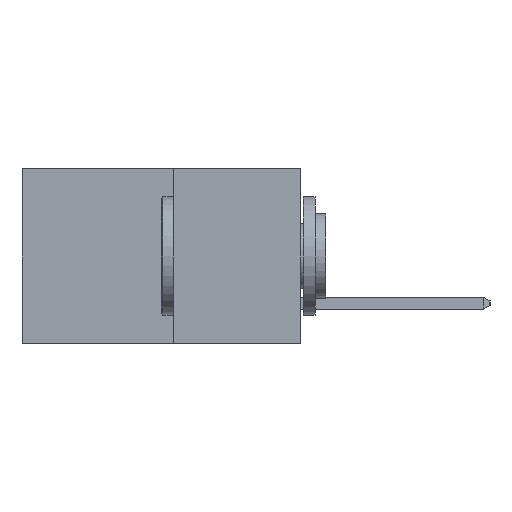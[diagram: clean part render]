
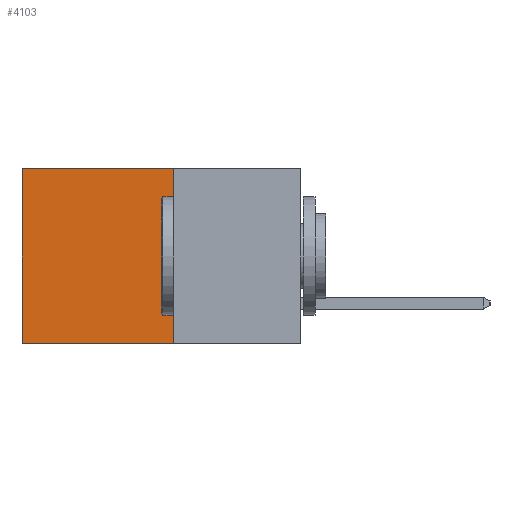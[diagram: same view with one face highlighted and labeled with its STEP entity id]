
A CAD part, left-side view. The second image highlights one B-rep face of the part: STEP entity #4103.
In plain terms, the highlighted planar face has unit normal (-1, 0, 0).
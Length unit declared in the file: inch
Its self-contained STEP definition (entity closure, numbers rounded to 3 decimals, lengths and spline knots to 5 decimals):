
#111 = LINE ( 'NONE', #617, #4598 ) ;
#380 = VERTEX_POINT ( 'NONE', #7902 ) ;
#617 = CARTESIAN_POINT ( 'NONE',  ( 0.277, 0.59, -0.37 ) ) ;
#686 = LINE ( 'NONE', #4443, #5707 ) ;
#805 = DIRECTION ( 'NONE',  ( 0., 0., -1. ) ) ;
#1225 = CARTESIAN_POINT ( 'NONE',  ( 0.277, 0.27, -0.37 ) ) ;
#1522 = LINE ( 'NONE', #1225, #3707 ) ;
#1572 = DIRECTION ( 'NONE',  ( 0., 1., 0. ) ) ;
#1627 = LINE ( 'NONE', #4037, #4084 ) ;
#2190 = DIRECTION ( 'NONE',  ( 0., 0., -1. ) ) ;
#2783 = EDGE_CURVE ( 'NONE', #9592, #380, #686, .T. ) ;
#2829 = ORIENTED_EDGE ( 'NONE', *, *, #6577, .T. ) ;
#3175 = EDGE_CURVE ( 'NONE', #6232, #6210, #1627, .T. ) ;
#3400 = AXIS2_PLACEMENT_3D ( 'NONE', #8756, #6437, #6346 ) ;
#3707 = VECTOR ( 'NONE', #2190, 39.37008 ) ;
#3951 = CARTESIAN_POINT ( 'NONE',  ( 0.277, 0.27, 0. ) ) ;
#4037 = CARTESIAN_POINT ( 'NONE',  ( 0.277, 0.27, -0.37 ) ) ;
#4084 = VECTOR ( 'NONE', #1572, 39.37008 ) ;
#4103 = ADVANCED_FACE ( 'NONE', ( #6226 ), #6455, .F. ) ;
#4443 = CARTESIAN_POINT ( 'NONE',  ( 0.277, 0.27, 0. ) ) ;
#4598 = VECTOR ( 'NONE', #805, 39.37008 ) ;
#4815 = DIRECTION ( 'NONE',  ( 0., 1., 0. ) ) ;
#5707 = VECTOR ( 'NONE', #4815, 39.37008 ) ;
#6210 = VERTEX_POINT ( 'NONE', #10115 ) ;
#6226 = FACE_OUTER_BOUND ( 'NONE', #8271, .T. ) ;
#6232 = VERTEX_POINT ( 'NONE', #9346 ) ;
#6346 = DIRECTION ( 'NONE',  ( 0., 0., -1. ) ) ;
#6437 = DIRECTION ( 'NONE',  ( 1., 0., 0. ) ) ;
#6455 = PLANE ( 'NONE',  #3400 ) ;
#6577 = EDGE_CURVE ( 'NONE', #380, #6210, #111, .T. ) ;
#6684 = ORIENTED_EDGE ( 'NONE', *, *, #2783, .T. ) ;
#7902 = CARTESIAN_POINT ( 'NONE',  ( 0.277, 0.59, 0. ) ) ;
#8271 = EDGE_LOOP ( 'NONE', ( #2829, #9299, #9812, #6684 ) ) ;
#8756 = CARTESIAN_POINT ( 'NONE',  ( 0.277, 0.27, -0.37 ) ) ;
#9299 = ORIENTED_EDGE ( 'NONE', *, *, #3175, .F. ) ;
#9346 = CARTESIAN_POINT ( 'NONE',  ( 0.277, 0.27, -0.37 ) ) ;
#9592 = VERTEX_POINT ( 'NONE', #3951 ) ;
#9812 = ORIENTED_EDGE ( 'NONE', *, *, #11072, .F. ) ;
#10115 = CARTESIAN_POINT ( 'NONE',  ( 0.277, 0.59, -0.37 ) ) ;
#11072 = EDGE_CURVE ( 'NONE', #9592, #6232, #1522, .T. ) ;
